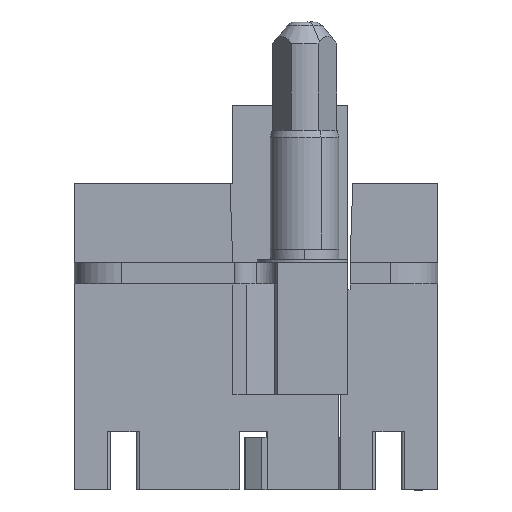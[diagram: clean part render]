
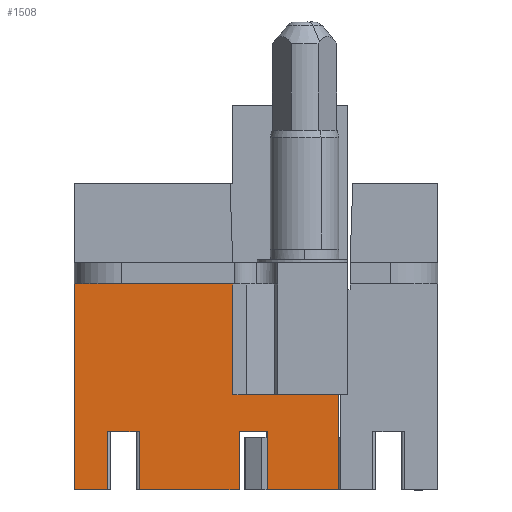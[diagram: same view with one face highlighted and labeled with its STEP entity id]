
A CAD part, front view. The second image highlights one B-rep face of the part: STEP entity #1508.
In plain terms, the highlighted planar face has unit normal (0, -1, 0).
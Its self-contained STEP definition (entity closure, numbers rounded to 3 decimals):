
#1062=AXIS2_PLACEMENT_3D('Plane Axis2P3D',#1059,#1060,#1061) ;
#1059=CARTESIAN_POINT('Axis2P3D Location',(0.,8.6,0.)) ;
#1249=CARTESIAN_POINT('Vertex',(0.,8.6,19.5)) ;
#1252=CARTESIAN_POINT('Line Origine',(7.5,8.6,19.5)) ;
#1256=CARTESIAN_POINT('Vertex',(15.,8.6,19.5)) ;
#1403=CARTESIAN_POINT('Line Origine',(10.869,8.6,0.)) ;
#1407=CARTESIAN_POINT('Vertex',(15.6,8.6,0.)) ;
#1409=CARTESIAN_POINT('Vertex',(6.138,8.6,0.)) ;
#1412=CARTESIAN_POINT('Line Origine',(15.6,8.6,2.75)) ;
#1416=CARTESIAN_POINT('Vertex',(15.6,8.6,5.5)) ;
#1419=CARTESIAN_POINT('Line Origine',(16.93,8.6,5.5)) ;
#1423=CARTESIAN_POINT('Vertex',(18.26,8.6,5.5)) ;
#1426=CARTESIAN_POINT('Line Origine',(18.26,8.6,2.75)) ;
#1430=CARTESIAN_POINT('Vertex',(18.26,8.6,0.)) ;
#1433=CARTESIAN_POINT('Line Origine',(21.63,8.6,0.)) ;
#1437=CARTESIAN_POINT('Vertex',(25.,8.6,0.)) ;
#1440=CARTESIAN_POINT('Line Origine',(25.,8.6,4.5)) ;
#1444=CARTESIAN_POINT('Vertex',(25.,8.6,9.)) ;
#1447=CARTESIAN_POINT('Line Origine',(20.,8.6,9.)) ;
#1451=CARTESIAN_POINT('Vertex',(15.,8.6,9.)) ;
#1454=CARTESIAN_POINT('Line Origine',(15.,8.6,14.25)) ;
#1459=CARTESIAN_POINT('Line Origine',(0.,8.6,9.75)) ;
#1463=CARTESIAN_POINT('Vertex',(0.,8.6,0.)) ;
#1466=CARTESIAN_POINT('Line Origine',(1.581,8.6,0.)) ;
#1470=CARTESIAN_POINT('Vertex',(3.163,8.6,0.)) ;
#1473=CARTESIAN_POINT('Line Origine',(3.163,8.6,2.75)) ;
#1477=CARTESIAN_POINT('Vertex',(3.163,8.6,5.5)) ;
#1480=CARTESIAN_POINT('Line Origine',(4.65,8.6,5.5)) ;
#1484=CARTESIAN_POINT('Vertex',(6.138,8.6,5.5)) ;
#1487=CARTESIAN_POINT('Line Origine',(6.138,8.6,2.75)) ;
#1060=DIRECTION('Axis2P3D Direction',(0.,-1.,0.)) ;
#1061=DIRECTION('Axis2P3D XDirection',(1.,0.,0.)) ;
#1253=DIRECTION('Vector Direction',(1.,0.,0.)) ;
#1404=DIRECTION('Vector Direction',(1.,0.,0.)) ;
#1413=DIRECTION('Vector Direction',(0.,0.,1.)) ;
#1420=DIRECTION('Vector Direction',(1.,0.,0.)) ;
#1427=DIRECTION('Vector Direction',(0.,0.,1.)) ;
#1434=DIRECTION('Vector Direction',(1.,0.,0.)) ;
#1441=DIRECTION('Vector Direction',(0.,0.,1.)) ;
#1448=DIRECTION('Vector Direction',(-1.,0.,0.)) ;
#1455=DIRECTION('Vector Direction',(0.,0.,1.)) ;
#1460=DIRECTION('Vector Direction',(0.,0.,1.)) ;
#1467=DIRECTION('Vector Direction',(1.,0.,0.)) ;
#1474=DIRECTION('Vector Direction',(0.,0.,1.)) ;
#1481=DIRECTION('Vector Direction',(1.,0.,0.)) ;
#1488=DIRECTION('Vector Direction',(0.,0.,1.)) ;
#1254=VECTOR('Line Direction',#1253,1.) ;
#1405=VECTOR('Line Direction',#1404,1.) ;
#1414=VECTOR('Line Direction',#1413,1.) ;
#1421=VECTOR('Line Direction',#1420,1.) ;
#1428=VECTOR('Line Direction',#1427,1.) ;
#1435=VECTOR('Line Direction',#1434,1.) ;
#1442=VECTOR('Line Direction',#1441,1.) ;
#1449=VECTOR('Line Direction',#1448,1.) ;
#1456=VECTOR('Line Direction',#1455,1.) ;
#1461=VECTOR('Line Direction',#1460,1.) ;
#1468=VECTOR('Line Direction',#1467,1.) ;
#1475=VECTOR('Line Direction',#1474,1.) ;
#1482=VECTOR('Line Direction',#1481,1.) ;
#1489=VECTOR('Line Direction',#1488,1.) ;
#1493=ORIENTED_EDGE('',*,*,#1411,.F.) ;
#1494=ORIENTED_EDGE('',*,*,#1418,.T.) ;
#1495=ORIENTED_EDGE('',*,*,#1425,.T.) ;
#1496=ORIENTED_EDGE('',*,*,#1432,.F.) ;
#1497=ORIENTED_EDGE('',*,*,#1439,.F.) ;
#1498=ORIENTED_EDGE('',*,*,#1446,.T.) ;
#1499=ORIENTED_EDGE('',*,*,#1453,.F.) ;
#1500=ORIENTED_EDGE('',*,*,#1458,.T.) ;
#1501=ORIENTED_EDGE('',*,*,#1258,.F.) ;
#1502=ORIENTED_EDGE('',*,*,#1465,.F.) ;
#1503=ORIENTED_EDGE('',*,*,#1472,.F.) ;
#1504=ORIENTED_EDGE('',*,*,#1479,.T.) ;
#1505=ORIENTED_EDGE('',*,*,#1486,.F.) ;
#1506=ORIENTED_EDGE('',*,*,#1491,.F.) ;
#1508=ADVANCED_FACE('Hauptkoerper',(#1507),#1063,.T.) ;
#1258=EDGE_CURVE('',#1250,#1257,#1255,.T.) ;
#1411=EDGE_CURVE('',#1408,#1410,#1406,.F.) ;
#1418=EDGE_CURVE('',#1408,#1417,#1415,.T.) ;
#1425=EDGE_CURVE('',#1417,#1424,#1422,.T.) ;
#1432=EDGE_CURVE('',#1431,#1424,#1429,.T.) ;
#1439=EDGE_CURVE('',#1438,#1431,#1436,.F.) ;
#1446=EDGE_CURVE('',#1438,#1445,#1443,.T.) ;
#1453=EDGE_CURVE('',#1452,#1445,#1450,.F.) ;
#1458=EDGE_CURVE('',#1452,#1257,#1457,.T.) ;
#1465=EDGE_CURVE('',#1464,#1250,#1462,.T.) ;
#1472=EDGE_CURVE('',#1471,#1464,#1469,.F.) ;
#1479=EDGE_CURVE('',#1471,#1478,#1476,.T.) ;
#1486=EDGE_CURVE('',#1485,#1478,#1483,.F.) ;
#1491=EDGE_CURVE('',#1410,#1485,#1490,.T.) ;
#1492=EDGE_LOOP('',(#1493,#1494,#1495,#1496,#1497,#1498,#1499,#1500,#1501,#1502,#1503,#1504,#1505,#1506)) ;
#1507=FACE_OUTER_BOUND('',#1492,.T.) ;
#1255=LINE('Line',#1252,#1254) ;
#1406=LINE('Line',#1403,#1405) ;
#1415=LINE('Line',#1412,#1414) ;
#1422=LINE('Line',#1419,#1421) ;
#1429=LINE('Line',#1426,#1428) ;
#1436=LINE('Line',#1433,#1435) ;
#1443=LINE('Line',#1440,#1442) ;
#1450=LINE('Line',#1447,#1449) ;
#1457=LINE('Line',#1454,#1456) ;
#1462=LINE('Line',#1459,#1461) ;
#1469=LINE('Line',#1466,#1468) ;
#1476=LINE('Line',#1473,#1475) ;
#1483=LINE('Line',#1480,#1482) ;
#1490=LINE('Line',#1487,#1489) ;
#1063=PLANE('',#1062) ;
#1250=VERTEX_POINT('',#1249) ;
#1257=VERTEX_POINT('',#1256) ;
#1408=VERTEX_POINT('',#1407) ;
#1410=VERTEX_POINT('',#1409) ;
#1417=VERTEX_POINT('',#1416) ;
#1424=VERTEX_POINT('',#1423) ;
#1431=VERTEX_POINT('',#1430) ;
#1438=VERTEX_POINT('',#1437) ;
#1445=VERTEX_POINT('',#1444) ;
#1452=VERTEX_POINT('',#1451) ;
#1464=VERTEX_POINT('',#1463) ;
#1471=VERTEX_POINT('',#1470) ;
#1478=VERTEX_POINT('',#1477) ;
#1485=VERTEX_POINT('',#1484) ;
